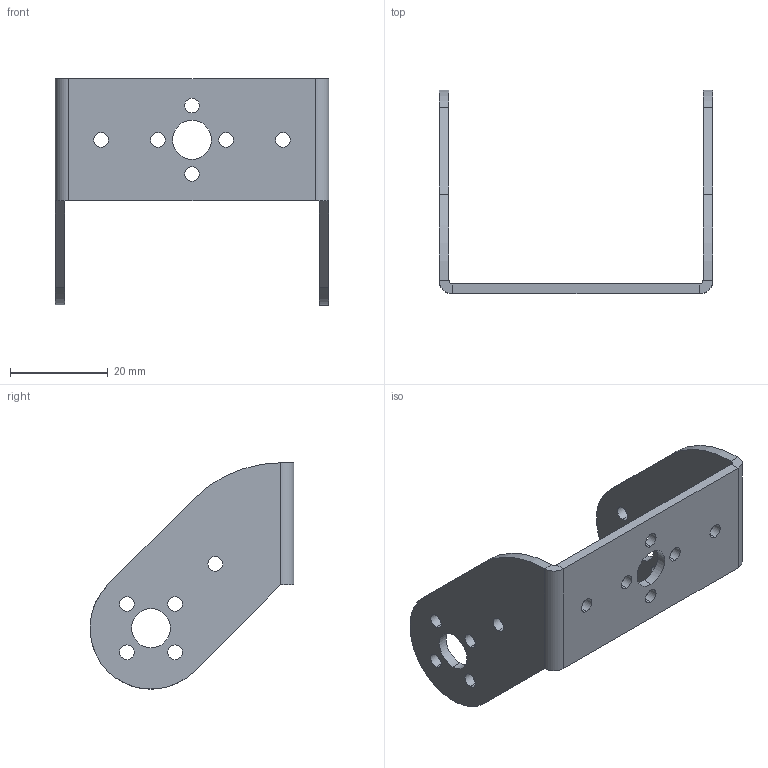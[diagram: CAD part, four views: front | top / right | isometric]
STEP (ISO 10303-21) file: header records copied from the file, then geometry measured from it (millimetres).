
FILE_DESCRIPTION (( 'STEP AP214' ), '1' );
FILE_NAME ('бU.STEP', '2017-10-14T06:03:45', ( '' ), ( '' ), 'SwSTEP 2.0', 'SolidWorks 2014', '' );
FILE_SCHEMA (( 'AUTOMOTIVE_DESIGN' ));
Length unit declared in the file: millimetre
Products named in the file (1): бU
Bounding box: 56 x 41.73 x 46.34 mm (x, y, z)
Volume: 6734.8 mm3; surface area: 7846.8 mm2
Topology: 1 solids, 1 shells, 63 faces, 167 edges, 106 vertices
Faces by surface type: cylinder 47, plane 16
Entity records: 2097 total; most frequent: DIRECTION 389, CARTESIAN_POINT 337, ORIENTED_EDGE 334, EDGE_CURVE 167, AXIS2_PLACEMENT_3D 158, VERTEX_POINT 106, EDGE_LOOP 101, CIRCLE 94
